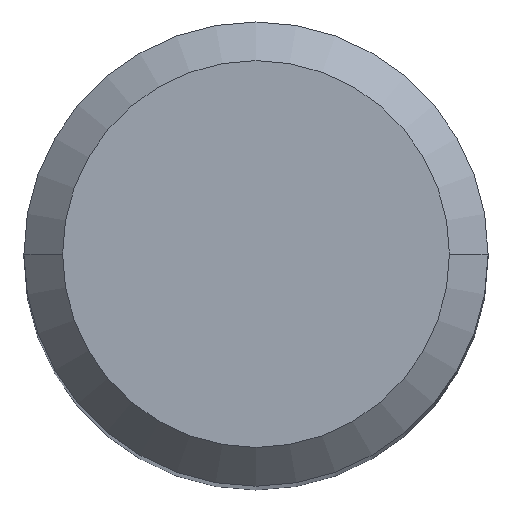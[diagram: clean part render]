
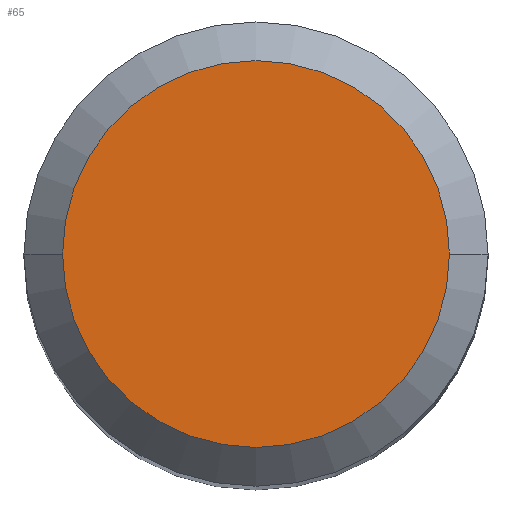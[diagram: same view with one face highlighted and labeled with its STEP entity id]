
A CAD part, top view. The second image highlights one B-rep face of the part: STEP entity #65.
In plain terms, the highlighted planar face has unit normal (0, 0, 1).
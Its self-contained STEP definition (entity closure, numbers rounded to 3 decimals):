
#5 = AXIS2_PLACEMENT_3D ( 'NONE', #272, #185, #184 ) ;
#11 = CARTESIAN_POINT ( 'NONE',  ( -1.25, 0., 7.25 ) ) ;
#16 = AXIS2_PLACEMENT_3D ( 'NONE', #92, #174, #196 ) ;
#35 = ORIENTED_EDGE ( 'NONE', *, *, #170, .T. ) ;
#39 = PLANE ( 'NONE',  #5 ) ;
#45 = AXIS2_PLACEMENT_3D ( 'NONE', #175, #239, #120 ) ;
#65 = ADVANCED_FACE ( 'NONE', ( #156 ), #39, .T. ) ;
#89 = VERTEX_POINT ( 'NONE', #11 ) ;
#92 = CARTESIAN_POINT ( 'NONE',  ( 0., 0., 7.25 ) ) ;
#118 = EDGE_LOOP ( 'NONE', ( #154, #35 ) ) ;
#120 = DIRECTION ( 'NONE',  ( 1., 0., 0. ) ) ;
#148 = CIRCLE ( 'NONE', #16, 1.25 ) ;
#154 = ORIENTED_EDGE ( 'NONE', *, *, #178, .T. ) ;
#156 = FACE_OUTER_BOUND ( 'NONE', #118, .T. ) ;
#170 = EDGE_CURVE ( 'NONE', #195, #89, #148, .T. ) ;
#174 = DIRECTION ( 'NONE',  ( 0., 0., 1. ) ) ;
#175 = CARTESIAN_POINT ( 'NONE',  ( 0., 0., 7.25 ) ) ;
#178 = EDGE_CURVE ( 'NONE', #89, #195, #275, .T. ) ;
#184 = DIRECTION ( 'NONE',  ( 1., 0., 0. ) ) ;
#185 = DIRECTION ( 'NONE',  ( 0., 0., 1. ) ) ;
#195 = VERTEX_POINT ( 'NONE', #216 ) ;
#196 = DIRECTION ( 'NONE',  ( 1., 0., 0. ) ) ;
#216 = CARTESIAN_POINT ( 'NONE',  ( 1.25, 0., 7.25 ) ) ;
#239 = DIRECTION ( 'NONE',  ( 0., 0., 1. ) ) ;
#272 = CARTESIAN_POINT ( 'NONE',  ( 0., 0., 7.25 ) ) ;
#275 = CIRCLE ( 'NONE', #45, 1.25 ) ;
